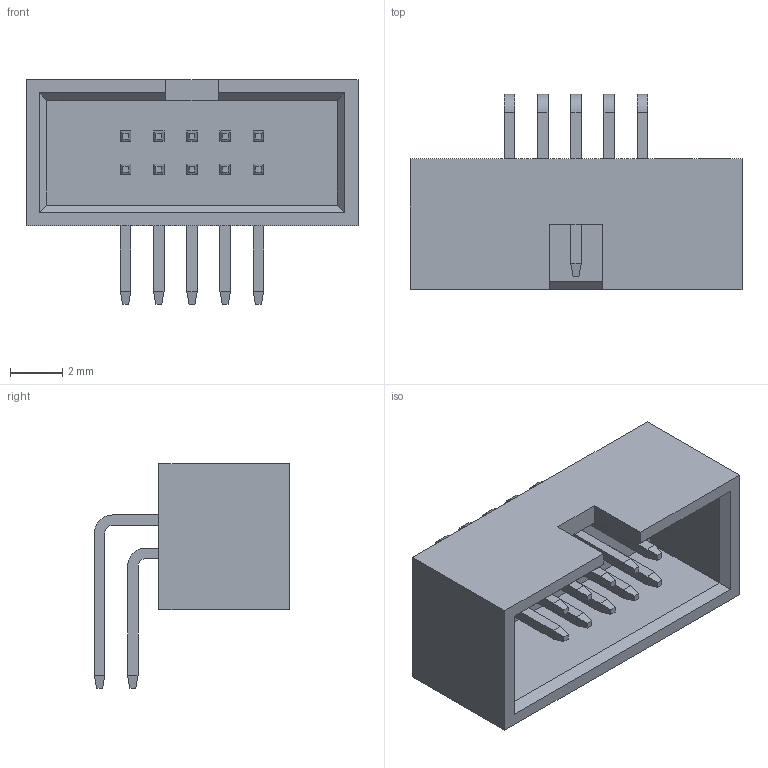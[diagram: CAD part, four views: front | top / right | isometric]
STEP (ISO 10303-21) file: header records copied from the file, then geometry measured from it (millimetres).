
FILE_DESCRIPTION(('FreeCAD Model'),'2;1');
FILE_NAME('Open CASCADE Shape Model','2025-06-01T10:31:14',('Author'),( ''),'Open CASCADE STEP processor 7.7','FreeCAD','Unknown');
FILE_SCHEMA(('AUTOMOTIVE_DESIGN { 1 0 10303 214 1 1 1 1 }'));
Length unit declared in the file: millimetre
Products named in the file (2): CN2~CONN-TH_10P-P1.27_BTB1.27_10P_MAIL_90~CONN-TH_10P-P1.27_BTB1.27_
10P_MAIL_90~2lPL; CONN-TH_10P-P1.27_BTB1.27_10P_MAIL_90~CONN-TH_10P-P1.27_BTB1.27_10P_
MAIL_90~2lPL
Assembly tree (1 placements, depth 2):
  CN2~CONN-TH_10P-P1.27_BTB1.27_10P_MAIL_90~CONN-TH_10P-P1.27_BTB1.27_
10P_MAIL_90~2lPL
    CONN-TH_10P-P1.27_BTB1.27_10P_MAIL_90~CONN-TH_10P-P1.27_BTB1.27_10P_
MAIL_90~2lPL
Bounding box: 12.7 x 7.47 x 8.6 mm (x, y, z)
Volume: 189.3 mm3; surface area: 601.4 mm2
Topology: 1 solids, 1 shells, 463 faces, 1182 edges, 760 vertices
Faces by surface type: plane 345, bspline 98, cylinder 20
Entity records: 17344 total; most frequent: CARTESIAN_POINT 3713, ORIENTED_EDGE 2364, DIRECTION 1756, EDGE_CURVE 1182, LINE 942, VECTOR 942, VERTEX_POINT 760, FACE_BOUND 502
